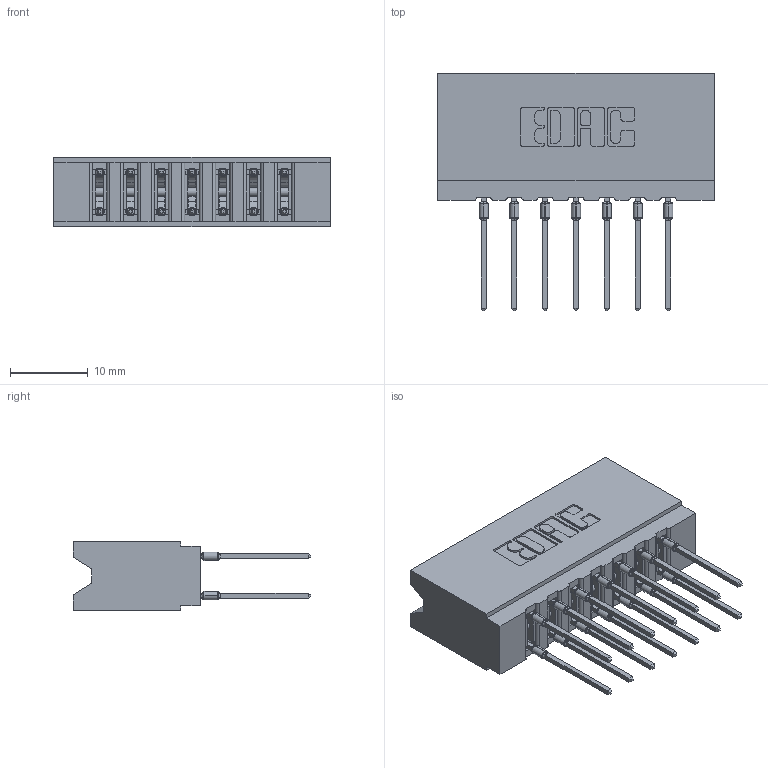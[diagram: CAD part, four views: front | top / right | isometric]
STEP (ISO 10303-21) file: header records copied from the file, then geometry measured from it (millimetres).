
FILE_DESCRIPTION (( 'STEP AP203' ), '1' );
FILE_NAME ('737-014-545-206.STEP', '2026-03-05T21:18:50', ( '' ), ( '' ), 'SwSTEP 2.0', 'SolidWorks 2023', '' );
FILE_SCHEMA (( 'CONFIG_CONTROL_DESIGN' ));
Length unit declared in the file: millimetre
Products named in the file (3): 745-292-001_545; 737 Part_Insulator Option - 06; 737-014-545-206
Assembly tree (15 placements, depth 2):
  737-014-545-206
    737 Part_Insulator Option - 06
    745-292-001_545  x14
Bounding box: 35.61 x 30.62 x 8.89 mm (x, y, z)
Volume: 3710.2 mm3; surface area: 5224 mm2
Topology: 15 solids, 15 shells, 1355 faces, 3645 edges, 2298 vertices
Faces by surface type: plane 706, cylinder 285, bspline 280, torus 84
Entity records: 16781 total; most frequent: CARTESIAN_POINT 3426, ORIENTED_EDGE 2792, DIRECTION 2468, EDGE_CURVE 1396, LINE 1172, VECTOR 1172, VERTEX_POINT 894, AXIS2_PLACEMENT_3D 648
